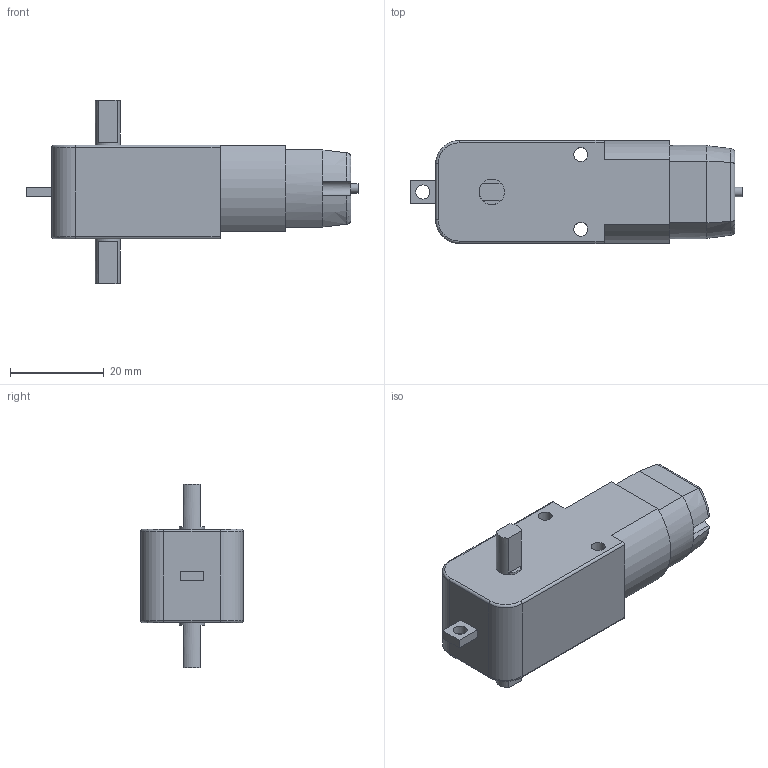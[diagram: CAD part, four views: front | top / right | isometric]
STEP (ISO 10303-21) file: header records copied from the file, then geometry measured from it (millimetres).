
FILE_DESCRIPTION(/* description */ (''),/* implementation_level */ '2;1');
FILE_NAME(/* name */ 'Motor Amarillo.step',/* time_stamp */ '2023-10-24T15:47:44-06:00',/* author */ (''),/* organization */ (''),/* preprocessor_version */ 'ST-DEVELOPER v20',/* originating_system */ 'Autodesk Translation Framework v12.14.0.127',/* authorisation */ '');
FILE_SCHEMA (('AUTOMOTIVE_DESIGN { 1 0 10303 214 3 1 1 }'));
Length unit declared in the file: millimetre
Products named in the file (1): (Sin guardar)
Bounding box: 71 x 22 x 39.2 mm (x, y, z)
Volume: 24234.9 mm3; surface area: 6723.4 mm2
Topology: 3 solids, 3 shells, 74 faces, 177 edges, 112 vertices
Faces by surface type: plane 39, cylinder 23, torus 8, cone 4
Full cylindrical faces by diameter (mm): 2 x1, 3 x3, 5.4 x3
Entity records: 2339 total; most frequent: CARTESIAN_POINT 484, DIRECTION 379, ORIENTED_EDGE 354, EDGE_CURVE 177, AXIS2_PLACEMENT_3D 147, VERTEX_POINT 112, EDGE_LOOP 85, LINE 85
